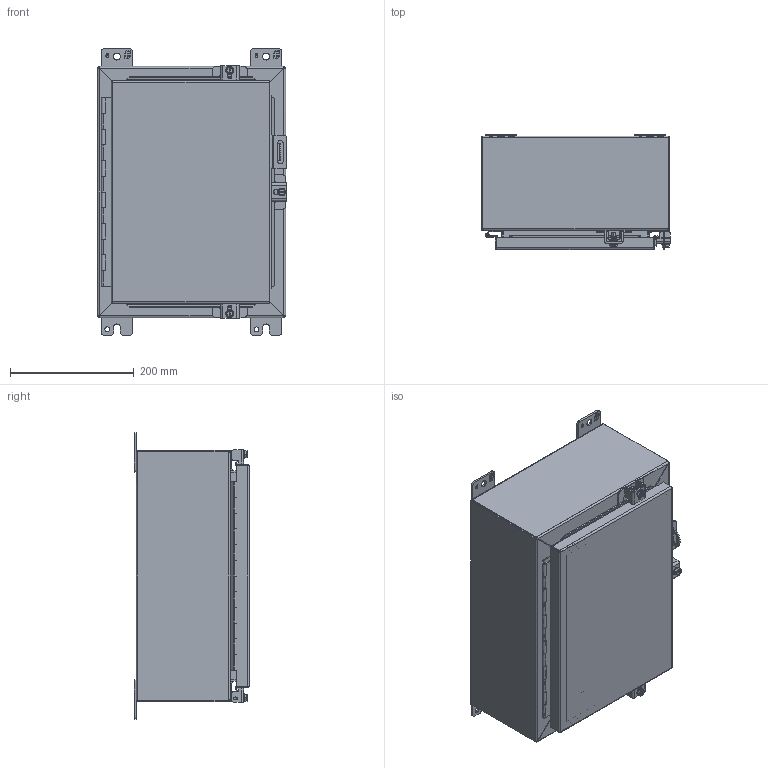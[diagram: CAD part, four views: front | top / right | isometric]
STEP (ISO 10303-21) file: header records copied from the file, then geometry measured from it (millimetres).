
FILE_DESCRIPTION (( 'STEP AP203' ), '1' );
FILE_NAME ('1418N4S16B6_Default.step', '2019-11-01T16:10:49', ( 'ADC123' ), ( 'Microsoft' ), 'SwSTEP 2.0', 'SolidWorks 2019', '' );
FILE_SCHEMA (( 'CONFIG_CONTROL_DESIGN' ));
Products named in the file (1): 1418N4S16B6_Default
Bounding box: 306.4 x 187.32 x 463.55 mm (x, y, z)
Volume: 1329071.8 mm3; surface area: 1394112.3 mm2
Topology: 38 solids, 39 shells, 1194 faces, 3026 edges, 1943 vertices
Faces by surface type: plane 660, cylinder 400, bspline 126, cone 8
Entity records: 52685 total; most frequent: CARTESIAN_POINT 24304, ORIENTED_EDGE 6044, DIRECTION 5596, EDGE_CURVE 3022, VERTEX_POINT 1943, VECTOR 1910, LINE 1910, AXIS2_PLACEMENT_3D 1843
